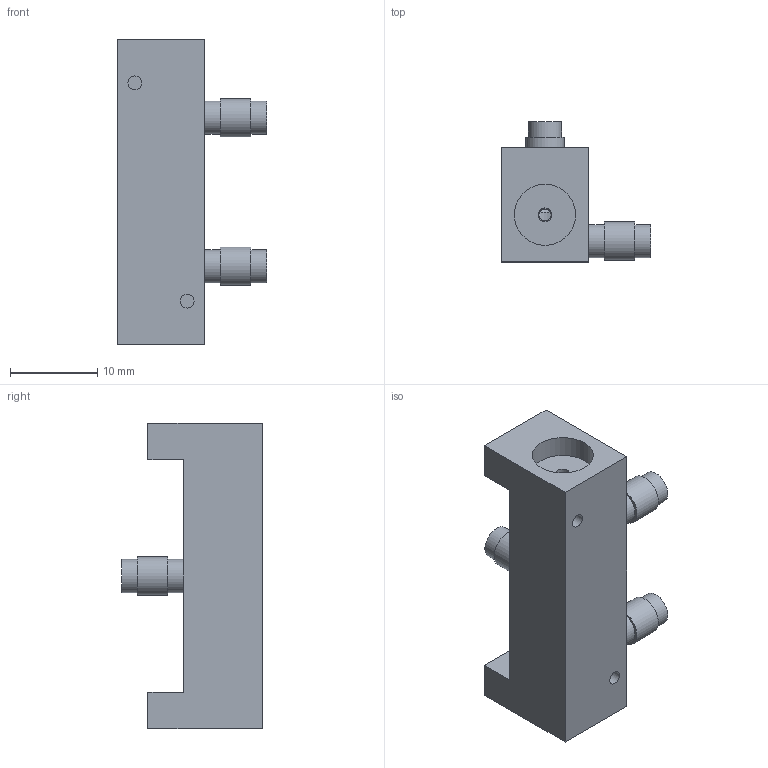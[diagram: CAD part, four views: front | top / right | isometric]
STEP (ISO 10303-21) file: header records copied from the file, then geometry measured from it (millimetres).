
FILE_DESCRIPTION(/* description */ (''),/* implementation_level */ '2;1');
FILE_NAME(/* name */ 'EXOMG-2303-001-002-B Manifold double-vanne.stp',/* time_stamp */ '2019-12-23T10:59:13+01:00',/* author */ ('bastien.duong'),/* organization */ (''),/* preprocessor_version */ 'ST-DEVELOPER v18',/* originating_system */ 'Autodesk Inventor 2020',/* authorisation */ '');
FILE_SCHEMA (('AUTOMOTIVE_DESIGN { 1 0 10303 214 3 1 1 }'));
Length unit declared in the file: millimetre
Products named in the file (1): EXOMG-2303-001-002
Bounding box: 17.1 x 16.1 x 35 mm (x, y, z)
Volume: 3231.1 mm3; surface area: 2558.8 mm2
Topology: 1 solids, 1 shells, 66 faces, 179 edges, 132 vertices
Faces by surface type: plane 32, cylinder 27, cone 7
Full cylindrical faces by diameter (mm): 0.8 x3, 1.4 x2, 1.567 x3, 1.7 x3, 2.013 x2, 3.8 x6, 4 x2, 4.4 x3, 7 x1, 7.1 x2
Entity records: 2454 total; most frequent: CARTESIAN_POINT 611, DIRECTION 402, ORIENTED_EDGE 358, EDGE_CURVE 179, AXIS2_PLACEMENT_3D 172, VERTEX_POINT 132, CIRCLE 105, EDGE_LOOP 93
